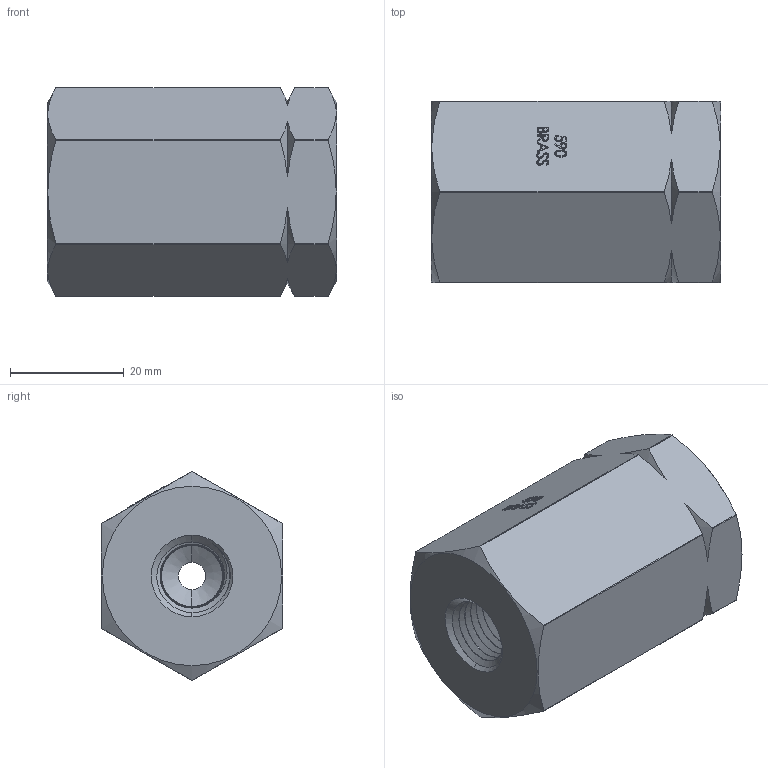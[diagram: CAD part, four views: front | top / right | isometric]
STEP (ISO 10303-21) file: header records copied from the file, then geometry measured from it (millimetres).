
FILE_DESCRIPTION (( 'STEP AP203' ), '1' );
FILE_NAME ('AD-590FBR-4FNPT.STEP', '2025-08-04T19:48:02', ( '' ), ( '' ), 'SwSTEP 2.0', 'SolidWorks 2018', '' );
FILE_SCHEMA (( 'CONFIG_CONTROL_DESIGN' ));
Length unit declared in the file: inch
Products named in the file (1): AD-590FBR-4FNPT
Bounding box: 50.8 x 31.81 x 36.65 mm (x, y, z)
Volume: 33402.6 mm3; surface area: 10527.7 mm2
Topology: 1 solids, 1 shells, 220 faces, 599 edges, 396 vertices
Faces by surface type: bspline 76, plane 67, cone 40, cylinder 37
Entity records: 18627 total; most frequent: CARTESIAN_POINT 13682, ORIENTED_EDGE 1198, DIRECTION 678, EDGE_CURVE 599, VERTEX_POINT 396, LINE 278, VECTOR 278, B_SPLINE_CURVE_WITH_KNOTS 266
